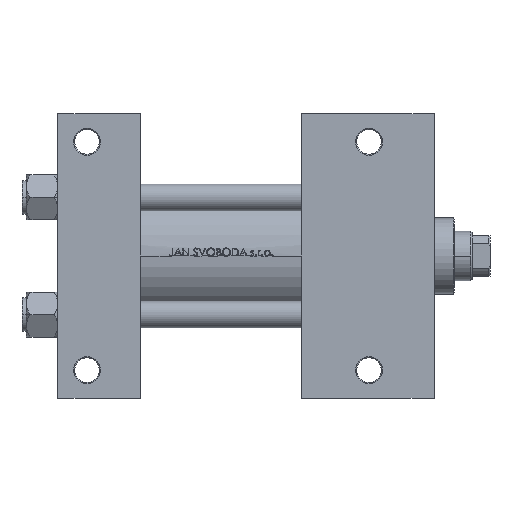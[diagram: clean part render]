
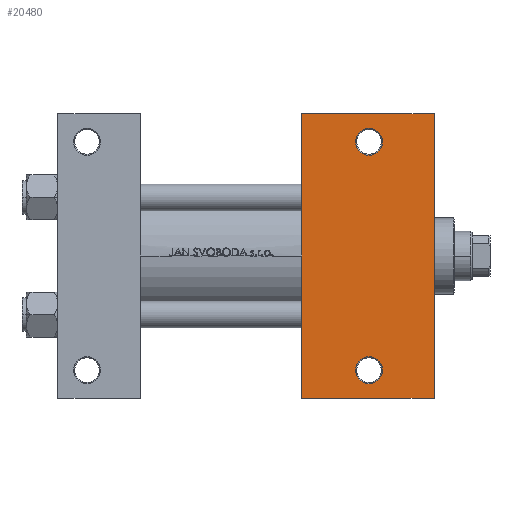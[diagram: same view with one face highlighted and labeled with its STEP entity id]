
A CAD part, front view. The second image highlights one B-rep face of the part: STEP entity #20480.
In plain terms, the highlighted face is planar.
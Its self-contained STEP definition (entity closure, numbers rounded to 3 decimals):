
#67 = ORIENTED_EDGE ( 'NONE', *, *, #27485, .T. ) ;
#243 = DIRECTION ( 'NONE',  ( 0., 0., 1. ) ) ;
#529 = CARTESIAN_POINT ( 'NONE',  ( 139., -51., -37.5 ) ) ;
#825 = VERTEX_POINT ( 'NONE', #16924 ) ;
#1454 = DIRECTION ( 'NONE',  ( -1., 0., 0. ) ) ;
#1934 = CARTESIAN_POINT ( 'NONE',  ( 145., -51., -37.5 ) ) ;
#3678 = AXIS2_PLACEMENT_3D ( 'NONE', #9833, #13318, #35744 ) ;
#4391 = VERTEX_POINT ( 'NONE', #9546 ) ;
#6838 = DIRECTION ( 'NONE',  ( -1., 0., 0. ) ) ;
#8987 = EDGE_CURVE ( 'NONE', #36930, #825, #32902, .T. ) ;
#9444 = LINE ( 'NONE', #24391, #31170 ) ;
#9546 = CARTESIAN_POINT ( 'NONE',  ( 133.001, -51., -37.5 ) ) ;
#9833 = CARTESIAN_POINT ( 'NONE',  ( 139., -51., -37.5 ) ) ;
#11868 = ORIENTED_EDGE ( 'NONE', *, *, #18787, .T. ) ;
#12930 = CARTESIAN_POINT ( 'NONE',  ( 109., -63.5, -37.5 ) ) ;
#13318 = DIRECTION ( 'NONE',  ( 0., 0., 1. ) ) ;
#15445 = DIRECTION ( 'NONE',  ( -1., 0., 0. ) ) ;
#16924 = CARTESIAN_POINT ( 'NONE',  ( 133.001, 51., -37.5 ) ) ;
#17249 = CARTESIAN_POINT ( 'NONE',  ( 109., 63.5, -37.5 ) ) ;
#17385 = FACE_BOUND ( 'NONE', #22735, .T. ) ;
#17741 = VERTEX_POINT ( 'NONE', #1934 ) ;
#18181 = EDGE_CURVE ( 'NONE', #32000, #48199, #43637, .T. ) ;
#18787 = EDGE_CURVE ( 'NONE', #4391, #17741, #39470, .T. ) ;
#19183 = CARTESIAN_POINT ( 'NONE',  ( 139., 51., -37.5 ) ) ;
#20383 = CARTESIAN_POINT ( 'NONE',  ( 168., 37.5, -37.5 ) ) ;
#20418 = AXIS2_PLACEMENT_3D ( 'NONE', #20383, #43536, #1454 ) ;
#20480 = ADVANCED_FACE ( 'NONE', ( #17385, #27859, #32312 ), #32561, .T. ) ;
#21750 = EDGE_LOOP ( 'NONE', ( #11868, #41582 ) ) ;
#22271 = CARTESIAN_POINT ( 'NONE',  ( 109., -63.5, -37.5 ) ) ;
#22735 = EDGE_LOOP ( 'NONE', ( #23447, #35514 ) ) ;
#22775 = VERTEX_POINT ( 'NONE', #43717 ) ;
#23095 = DIRECTION ( 'NONE',  ( 0., 0., 1. ) ) ;
#23447 = ORIENTED_EDGE ( 'NONE', *, *, #43349, .T. ) ;
#24391 = CARTESIAN_POINT ( 'NONE',  ( 168., 37.5, -37.5 ) ) ;
#24830 = AXIS2_PLACEMENT_3D ( 'NONE', #42020, #23095, #48501 ) ;
#25491 = CARTESIAN_POINT ( 'NONE',  ( 168., -63.5, -37.5 ) ) ;
#27423 = DIRECTION ( 'NONE',  ( 0., 0., 1. ) ) ;
#27485 = EDGE_CURVE ( 'NONE', #32000, #22775, #28313, .T. ) ;
#27859 = FACE_BOUND ( 'NONE', #21750, .T. ) ;
#28108 = AXIS2_PLACEMENT_3D ( 'NONE', #19183, #243, #15445 ) ;
#28313 = LINE ( 'NONE', #38787, #49250 ) ;
#29481 = CARTESIAN_POINT ( 'NONE',  ( 145., 51., -37.5 ) ) ;
#31095 = AXIS2_PLACEMENT_3D ( 'NONE', #529, #27423, #35629 ) ;
#31170 = VECTOR ( 'NONE', #44294, 1000. ) ;
#31464 = EDGE_CURVE ( 'NONE', #32556, #48199, #32721, .T. ) ;
#31685 = CARTESIAN_POINT ( 'NONE',  ( 109., 37.5, -37.5 ) ) ;
#32000 = VERTEX_POINT ( 'NONE', #17249 ) ;
#32042 = DIRECTION ( 'NONE',  ( 1., 0., 0. ) ) ;
#32312 = FACE_OUTER_BOUND ( 'NONE', #32892, .T. ) ;
#32319 = ORIENTED_EDGE ( 'NONE', *, *, #31464, .T. ) ;
#32419 = ORIENTED_EDGE ( 'NONE', *, *, #18181, .F. ) ;
#32556 = VERTEX_POINT ( 'NONE', #25491 ) ;
#32561 = PLANE ( 'NONE',  #20418 ) ;
#32721 = LINE ( 'NONE', #22271, #48488 ) ;
#32892 = EDGE_LOOP ( 'NONE', ( #32419, #67, #48850, #32319 ) ) ;
#32902 = CIRCLE ( 'NONE', #28108, 5.999 ) ;
#35151 = EDGE_CURVE ( 'NONE', #17741, #4391, #48596, .T. ) ;
#35514 = ORIENTED_EDGE ( 'NONE', *, *, #8987, .T. ) ;
#35629 = DIRECTION ( 'NONE',  ( -1., 0., 0. ) ) ;
#35744 = DIRECTION ( 'NONE',  ( -1., 0., 0. ) ) ;
#36696 = EDGE_CURVE ( 'NONE', #22775, #32556, #9444, .T. ) ;
#36930 = VERTEX_POINT ( 'NONE', #29481 ) ;
#37848 = VECTOR ( 'NONE', #43146, 1000. ) ;
#38787 = CARTESIAN_POINT ( 'NONE',  ( 109., 63.5, -37.5 ) ) ;
#39470 = CIRCLE ( 'NONE', #3678, 5.999 ) ;
#41582 = ORIENTED_EDGE ( 'NONE', *, *, #35151, .T. ) ;
#42020 = CARTESIAN_POINT ( 'NONE',  ( 139., 51., -37.5 ) ) ;
#43146 = DIRECTION ( 'NONE',  ( 0., -1., 0. ) ) ;
#43349 = EDGE_CURVE ( 'NONE', #825, #36930, #45532, .T. ) ;
#43536 = DIRECTION ( 'NONE',  ( 0., 0., -1. ) ) ;
#43637 = LINE ( 'NONE', #31685, #37848 ) ;
#43717 = CARTESIAN_POINT ( 'NONE',  ( 168., 63.5, -37.5 ) ) ;
#44294 = DIRECTION ( 'NONE',  ( 0., -1., 0. ) ) ;
#45532 = CIRCLE ( 'NONE', #24830, 5.999 ) ;
#48199 = VERTEX_POINT ( 'NONE', #12930 ) ;
#48488 = VECTOR ( 'NONE', #6838, 1000. ) ;
#48501 = DIRECTION ( 'NONE',  ( -1., 0., 0. ) ) ;
#48596 = CIRCLE ( 'NONE', #31095, 5.999 ) ;
#48850 = ORIENTED_EDGE ( 'NONE', *, *, #36696, .T. ) ;
#49250 = VECTOR ( 'NONE', #32042, 1000. ) ;
